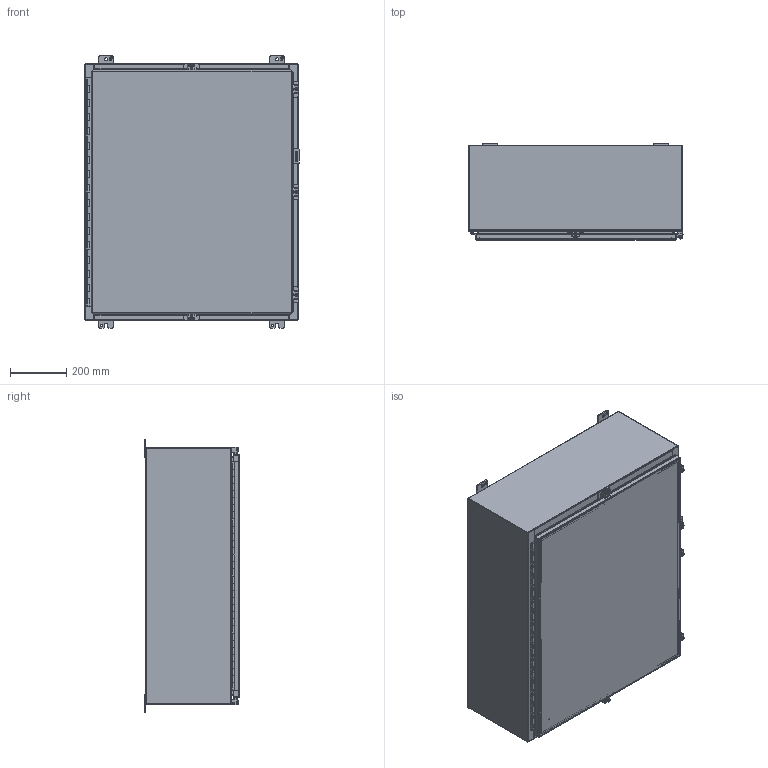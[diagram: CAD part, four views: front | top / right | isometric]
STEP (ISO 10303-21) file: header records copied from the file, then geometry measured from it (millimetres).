
FILE_DESCRIPTION (( 'STEP AP203' ), '1' );
FILE_NAME ('1418N4ALM12_Default.step', '2019-10-31T20:50:51', ( 'ADC123' ), ( 'Microsoft' ), 'SwSTEP 2.0', 'SolidWorks 2019', '' );
FILE_SCHEMA (( 'CONFIG_CONTROL_DESIGN' ));
Products named in the file (1): 1418N4ALM12_Default
Bounding box: 765.2 x 341.31 x 971.55 mm (x, y, z)
Volume: 7823722.5 mm3; surface area: 7104234.3 mm2
Topology: 53 solids, 54 shells, 1899 faces, 5077 edges, 3338 vertices
Faces by surface type: plane 1135, cylinder 690, cone 44, bspline 30
Entity records: 60828 total; most frequent: CARTESIAN_POINT 12127, DIRECTION 10171, ORIENTED_EDGE 10146, EDGE_CURVE 5073, LINE 3559, VECTOR 3559, VERTEX_POINT 3338, AXIS2_PLACEMENT_3D 3306
